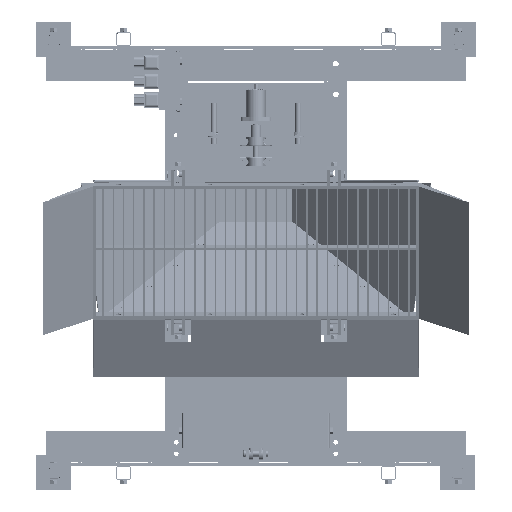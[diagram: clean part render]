
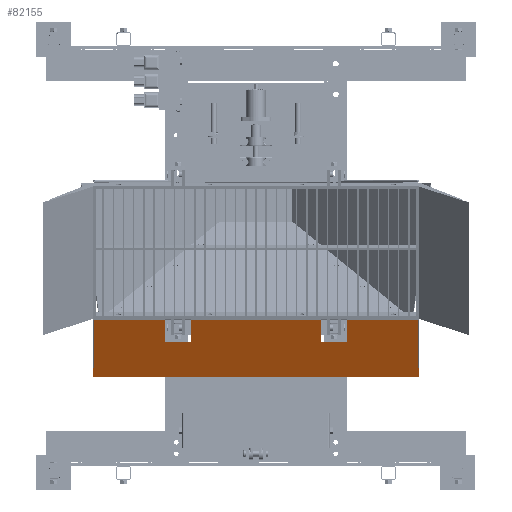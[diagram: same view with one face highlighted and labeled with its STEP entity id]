
A CAD part, top view. The second image highlights one B-rep face of the part: STEP entity #82155.
In plain terms, the highlighted planar face has unit normal (0, -0.481, 0.876).
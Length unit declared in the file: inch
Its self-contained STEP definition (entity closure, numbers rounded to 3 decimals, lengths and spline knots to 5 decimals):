
#29595=VERTEX_POINT('',#135052);
#29596=VERTEX_POINT('',#135053);
#29611=VERTEX_POINT('',#135084);
#29618=VERTEX_POINT('',#135103);
#29620=VERTEX_POINT('',#135107);
#29621=VERTEX_POINT('',#135108);
#29630=VERTEX_POINT('',#135136);
#29634=VERTEX_POINT('',#135145);
#29635=VERTEX_POINT('',#135149);
#29640=VERTEX_POINT('',#135163);
#29641=VERTEX_POINT('',#135165);
#29642=VERTEX_POINT('',#135170);
#36009=VECTOR('',#102801,1.);
#36023=VECTOR('',#102819,1.);
#36028=VECTOR('',#102838,1.);
#36030=VECTOR('',#102845,1.);
#36045=VECTOR('',#102868,1.);
#36046=VECTOR('',#102870,1.);
#36051=VECTOR('',#102876,1.);
#36053=VECTOR('',#102881,1.);
#36055=VECTOR('',#102884,1.);
#36056=VECTOR('',#102885,1.);
#42428=LINE('',#135051,#36009);
#42442=LINE('',#135085,#36023);
#42447=LINE('',#135104,#36028);
#42449=LINE('',#135114,#36030);
#42464=LINE('',#135146,#36045);
#42465=LINE('',#135148,#36046);
#42470=LINE('',#135159,#36051);
#42472=LINE('',#135164,#36053);
#42474=LINE('',#135168,#36055);
#42475=LINE('',#135169,#36056);
#51609=EDGE_CURVE('',#29595,#29596,#42428,.T.);
#51626=EDGE_CURVE('',#29596,#29611,#42442,.T.);
#51637=EDGE_CURVE('',#29618,#29611,#42447,.T.);
#51639=EDGE_CURVE('',#29620,#29621,#42447,.T.);
#51643=EDGE_CURVE('',#29620,#29595,#42449,.T.);
#51662=EDGE_CURVE('',#29630,#29634,#42464,.T.);
#51663=EDGE_CURVE('',#29634,#29635,#42465,.T.);
#51672=EDGE_CURVE('',#29635,#29621,#42470,.T.);
#51675=EDGE_CURVE('',#29640,#29641,#42472,.T.);
#51677=EDGE_CURVE('',#29641,#29618,#42474,.T.);
#51678=EDGE_CURVE('',#29642,#29640,#42475,.T.);
#51679=EDGE_CURVE('',#29630,#29642,#42447,.T.);
#70046=ORIENTED_EDGE('',*,*,#51626,.T.);
#70047=ORIENTED_EDGE('',*,*,#51637,.F.);
#70048=ORIENTED_EDGE('',*,*,#51677,.F.);
#70049=ORIENTED_EDGE('',*,*,#51675,.F.);
#70050=ORIENTED_EDGE('',*,*,#51678,.F.);
#70051=ORIENTED_EDGE('',*,*,#51679,.F.);
#70052=ORIENTED_EDGE('',*,*,#51662,.T.);
#70053=ORIENTED_EDGE('',*,*,#51663,.T.);
#70054=ORIENTED_EDGE('',*,*,#51672,.T.);
#70055=ORIENTED_EDGE('',*,*,#51639,.F.);
#70056=ORIENTED_EDGE('',*,*,#51643,.T.);
#70057=ORIENTED_EDGE('',*,*,#51609,.T.);
#74341=EDGE_LOOP('',(#70046,#70047,#70048,#70049,#70050,#70051,#70052,#70053,
#70054,#70055,#70056,#70057));
#78585=FACE_BOUND('',#74341,.T.);
#82155=ADVANCED_FACE('',(#78585),#137549,.T.);
#87658=AXIS2_PLACEMENT_3D('',#135167,#102883,$);
#102801=DIRECTION('',(-1.,0.,0.));
#102819=DIRECTION('',(0.,0.876,0.481));
#102838=DIRECTION('',(1.,0.,0.));
#102845=DIRECTION('',(0.,-0.876,-0.481));
#102868=DIRECTION('',(0.,-0.876,-0.481));
#102870=DIRECTION('',(-1.,0.,0.));
#102876=DIRECTION('',(0.,0.876,0.481));
#102881=DIRECTION('',(-1.,0.,0.));
#102883=DIRECTION('',(0.,-0.481,0.876));
#102884=DIRECTION('',(0.,0.876,0.481));
#102885=DIRECTION('',(0.,-0.876,-0.481));
#135051=CARTESIAN_POINT('',(-17.00212,-61.28178,163.78114));
#135052=CARTESIAN_POINT('',(-28.28925,-61.28178,163.78114));
#135053=CARTESIAN_POINT('',(-39.71925,-61.28178,163.78114));
#135084=CARTESIAN_POINT('',(-39.71925,-49.85513,170.0577));
#135085=CARTESIAN_POINT('',(-39.71925,-59.32106,164.85815));
#135103=CARTESIAN_POINT('',(-71.12,-49.85513,170.0577));
#135104=CARTESIAN_POINT('',(0.,-49.85513,170.0577));
#135107=CARTESIAN_POINT('',(-28.28925,-49.85513,170.0577));
#135108=CARTESIAN_POINT('',(28.28925,-49.85513,170.0577));
#135114=CARTESIAN_POINT('',(-28.28925,-59.32106,164.85815));
#135136=CARTESIAN_POINT('',(39.71925,-49.85513,170.0577));
#135145=CARTESIAN_POINT('',(39.71925,-61.28178,163.78114));
#135146=CARTESIAN_POINT('',(39.71925,-59.32106,164.85815));
#135148=CARTESIAN_POINT('',(17.00213,-61.28178,163.78114));
#135149=CARTESIAN_POINT('',(28.28925,-61.28178,163.78114));
#135159=CARTESIAN_POINT('',(28.28925,-59.32106,164.85815));
#135163=CARTESIAN_POINT('',(71.12,-76.45343,155.44749));
#135164=CARTESIAN_POINT('',(71.12,-76.45343,155.44749));
#135165=CARTESIAN_POINT('',(-71.12,-76.45343,155.44749));
#135167=CARTESIAN_POINT('',(0.,-63.07366,162.79688));
#135168=CARTESIAN_POINT('',(-71.12,-76.45343,155.44749));
#135169=CARTESIAN_POINT('',(71.12,-49.69388,170.14627));
#135170=CARTESIAN_POINT('',(71.12,-49.85513,170.0577));
#137549=PLANE('',#87658);
